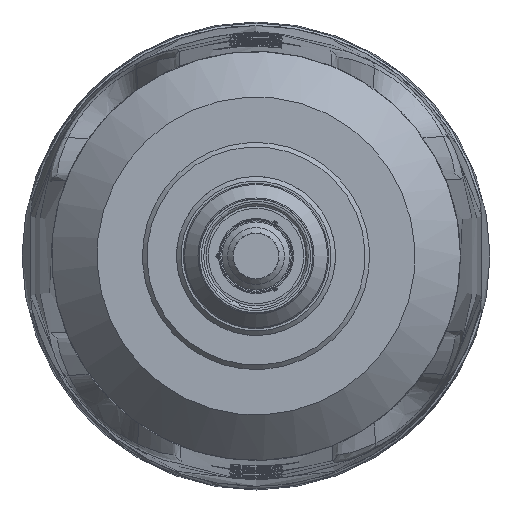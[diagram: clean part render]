
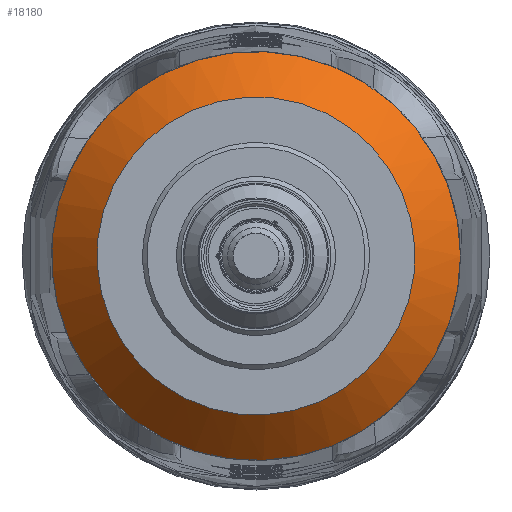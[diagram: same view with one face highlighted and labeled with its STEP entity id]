
A CAD part, front view. The second image highlights one B-rep face of the part: STEP entity #18180.
In plain terms, the highlighted conical face has half-angle 45 degrees and reference radius 4 mm.
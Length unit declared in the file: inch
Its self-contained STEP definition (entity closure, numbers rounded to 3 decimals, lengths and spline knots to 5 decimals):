
#2380=FACE_OUTER_BOUND('',#3382,.T.);
#3382=EDGE_LOOP('',(#14310,#14311,#14312,#14313,#14314));
#4307=LINE('',#35698,#5495);
#5495=VECTOR('',#22538,0.15748);
#6468=CIRCLE('',#19433,0.17717);
#6469=CIRCLE('',#19434,0.17717);
#6494=CIRCLE('',#19495,0.1378);
#7765=VERTEX_POINT('',#34273);
#7766=VERTEX_POINT('',#34275);
#7837=VERTEX_POINT('',#35695);
#9972=EDGE_CURVE('',#7766,#7765,#6468,.T.);
#9973=EDGE_CURVE('',#7765,#7766,#6469,.T.);
#10102=EDGE_CURVE('',#7837,#7837,#6494,.T.);
#10103=EDGE_CURVE('',#7766,#7837,#4307,.T.);
#14310=ORIENTED_EDGE('',*,*,#9972,.T.);
#14311=ORIENTED_EDGE('',*,*,#9973,.T.);
#14312=ORIENTED_EDGE('',*,*,#10103,.T.);
#14313=ORIENTED_EDGE('',*,*,#10102,.T.);
#14314=ORIENTED_EDGE('',*,*,#10103,.F.);
#16639=CONICAL_SURFACE('',#19496,0.15748,0.785);
#18180=ADVANCED_FACE('',(#2380),#16639,.T.);
#19433=AXIS2_PLACEMENT_3D('',#34276,#22385,#22386);
#19434=AXIS2_PLACEMENT_3D('',#34277,#22387,#22388);
#19495=AXIS2_PLACEMENT_3D('',#35696,#22534,#22535);
#19496=AXIS2_PLACEMENT_3D('',#35697,#22536,#22537);
#22385=DIRECTION('center_axis',(0.,-1.,0.));
#22386=DIRECTION('ref_axis',(0.835,0.,0.551));
#22387=DIRECTION('center_axis',(0.,-1.,0.));
#22388=DIRECTION('ref_axis',(0.835,0.,0.551));
#22534=DIRECTION('center_axis',(0.,1.,0.));
#22535=DIRECTION('ref_axis',(0.835,0.,0.551));
#22536=DIRECTION('center_axis',(0.,1.,0.));
#22537=DIRECTION('ref_axis',(0.835,0.,0.551));
#22538=DIRECTION('',(0.59,-0.707,0.389));
#34273=CARTESIAN_POINT('',(0.00444,0.82456,0.00016));
#34275=CARTESIAN_POINT('',(-0.3206,0.82456,-0.0974));
#34276=CARTESIAN_POINT('Origin',(-0.17272,0.82456,0.00016));
#34277=CARTESIAN_POINT('Origin',(-0.17272,0.82456,0.00016));
#35695=CARTESIAN_POINT('',(-0.28774,0.78519,-0.07572));
#35696=CARTESIAN_POINT('Origin',(-0.17272,0.78519,0.00016));
#35697=CARTESIAN_POINT('Origin',(-0.17272,0.80488,0.00016));
#35698=CARTESIAN_POINT('',(-0.30417,0.80488,-0.08656));
